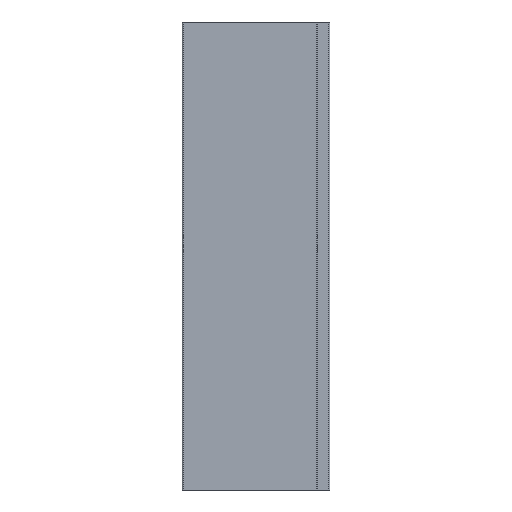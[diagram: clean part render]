
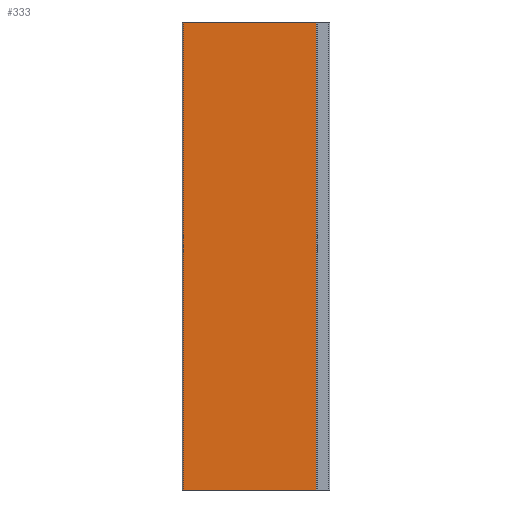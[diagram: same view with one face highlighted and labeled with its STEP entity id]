
A CAD part, left-side view. The second image highlights one B-rep face of the part: STEP entity #333.
In plain terms, the highlighted planar face has unit normal (-1, 0, 0).
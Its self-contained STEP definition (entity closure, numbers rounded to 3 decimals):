
#12 = LINE ( 'NONE', #681, #220 ) ;
#46 = CARTESIAN_POINT ( 'NONE',  ( -13., 13., 225. ) ) ;
#53 = DIRECTION ( 'NONE',  ( 0., 1., 0. ) ) ;
#67 = EDGE_CURVE ( 'NONE', #698, #658, #12, .T. ) ;
#108 = FACE_OUTER_BOUND ( 'NONE', #128, .T. ) ;
#128 = EDGE_LOOP ( 'NONE', ( #629, #177, #391, #516 ) ) ;
#132 = CARTESIAN_POINT ( 'NONE',  ( -13., 13., 225. ) ) ;
#165 = DIRECTION ( 'NONE',  ( 0., -1., 0. ) ) ;
#177 = ORIENTED_EDGE ( 'NONE', *, *, #514, .F. ) ;
#180 = DIRECTION ( 'NONE',  ( 0., 0., -1. ) ) ;
#199 = VERTEX_POINT ( 'NONE', #401 ) ;
#215 = CARTESIAN_POINT ( 'NONE',  ( -13., 13., -225. ) ) ;
#220 = VECTOR ( 'NONE', #180, 1000. ) ;
#260 = DIRECTION ( 'NONE',  ( 1., 0., 0. ) ) ;
#282 = EDGE_CURVE ( 'NONE', #658, #343, #323, .T. ) ;
#323 = LINE ( 'NONE', #215, #709 ) ;
#333 = ADVANCED_FACE ( 'NONE', ( #108 ), #535, .F. ) ;
#343 = VERTEX_POINT ( 'NONE', #416 ) ;
#391 = ORIENTED_EDGE ( 'NONE', *, *, #643, .F. ) ;
#401 = CARTESIAN_POINT ( 'NONE',  ( -13., 13., 225. ) ) ;
#403 = LINE ( 'NONE', #132, #456 ) ;
#416 = CARTESIAN_POINT ( 'NONE',  ( -13., 13., -225. ) ) ;
#446 = LINE ( 'NONE', #667, #469 ) ;
#449 = DIRECTION ( 'NONE',  ( 0., 0., -1. ) ) ;
#456 = VECTOR ( 'NONE', #627, 1000. ) ;
#469 = VECTOR ( 'NONE', #449, 1000. ) ;
#514 = EDGE_CURVE ( 'NONE', #199, #343, #446, .T. ) ;
#516 = ORIENTED_EDGE ( 'NONE', *, *, #67, .T. ) ;
#534 = CARTESIAN_POINT ( 'NONE',  ( -13., 141., 225. ) ) ;
#535 = PLANE ( 'NONE',  #613 ) ;
#613 = AXIS2_PLACEMENT_3D ( 'NONE', #46, #260, #53 ) ;
#627 = DIRECTION ( 'NONE',  ( 0., -1., 0. ) ) ;
#629 = ORIENTED_EDGE ( 'NONE', *, *, #282, .T. ) ;
#634 = CARTESIAN_POINT ( 'NONE',  ( -13., 141., -225. ) ) ;
#643 = EDGE_CURVE ( 'NONE', #698, #199, #403, .T. ) ;
#658 = VERTEX_POINT ( 'NONE', #634 ) ;
#667 = CARTESIAN_POINT ( 'NONE',  ( -13., 13., 225. ) ) ;
#681 = CARTESIAN_POINT ( 'NONE',  ( -13., 141., 225. ) ) ;
#698 = VERTEX_POINT ( 'NONE', #534 ) ;
#709 = VECTOR ( 'NONE', #165, 1000. ) ;
